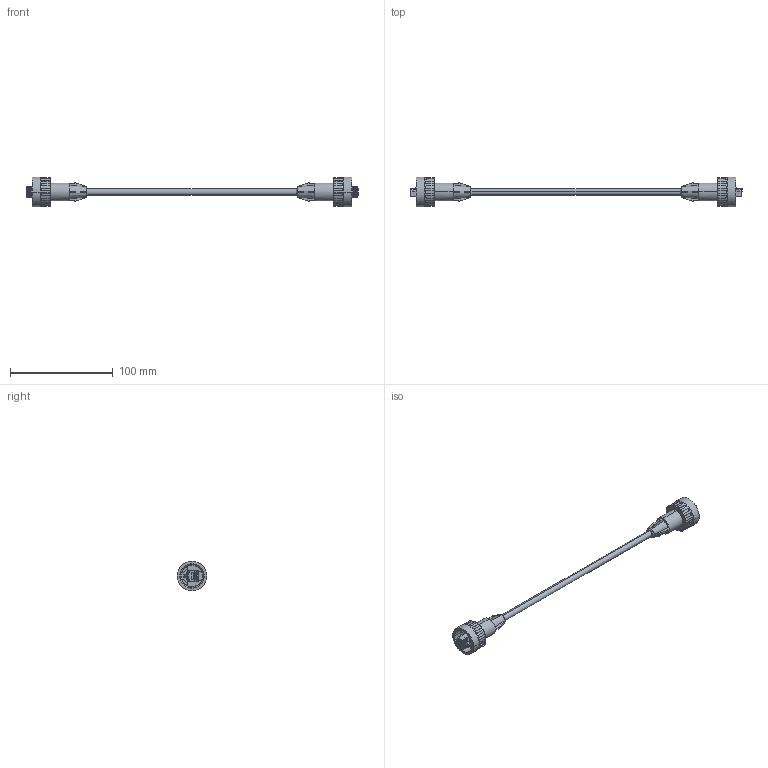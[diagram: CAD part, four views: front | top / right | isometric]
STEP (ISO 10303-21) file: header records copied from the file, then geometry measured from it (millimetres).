
FILE_DESCRIPTION (( 'STEP AP214' ), '1' );
FILE_NAME ('TRD3115M.STEP', '2006-08-03T17:35:08', ( ' ' ), ( ' ' ), 'SwSTEP 2.0', 'SolidWorks 2005354', '' );
FILE_SCHEMA (( 'AUTOMOTIVE_DESIGN' ));
Length unit declared in the file: inch
Products named in the file (10): WJAM315-MA5; 3AB02-009; T8P8CSR; WJAM315-MA4; TRD3115M-MA1; TRD3115M-MA3_8" LONG; TRD3115M; TRD3115M-MA2
Assembly tree (10 placements, depth 4):
  TRD3115M
    TRD3115M-MA3_8" LONG
    TRD3115M-MA1  x2
      TRD3115M-MA2
      T8P8CSR
        3AB02-009
        T8P8CSR
      WJAM315-MA4
      WJAM315-MA5
      TRD3115M-MA1
Bounding box: 323.8 x 28.8 x 28.8 mm (x, y, z)
Volume: 32687.3 mm3; surface area: 25860.9 mm2
Topology: 13 solids, 13 shells, 858 faces, 2348 edges, 1534 vertices
Faces by surface type: plane 520, cylinder 238, torus 46, bspline 34, cone 12, sphere 8
Entity records: 17411 total; most frequent: CARTESIAN_POINT 4875, ORIENTED_EDGE 2346, DIRECTION 2151, EDGE_CURVE 1173, VECTOR 777, LINE 777, VERTEX_POINT 769, AXIS2_PLACEMENT_3D 687
